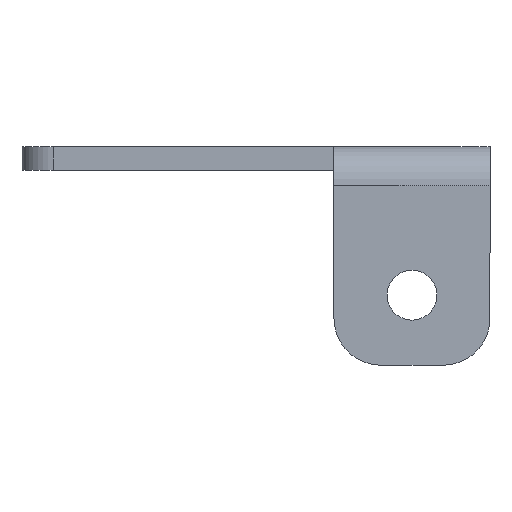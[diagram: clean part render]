
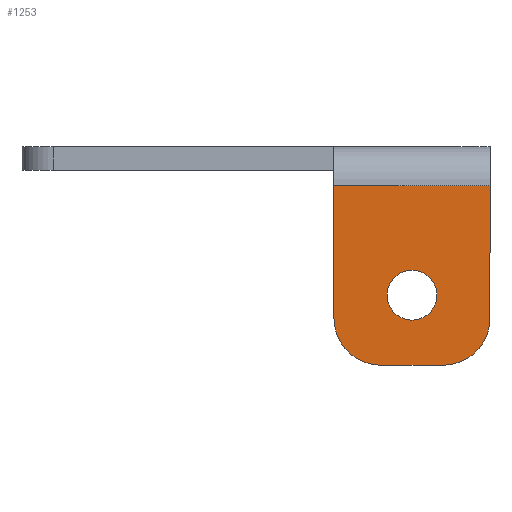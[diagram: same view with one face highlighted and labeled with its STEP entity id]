
A CAD part, front view. The second image highlights one B-rep face of the part: STEP entity #1253.
In plain terms, the highlighted planar face has unit normal (0, -1, 0).
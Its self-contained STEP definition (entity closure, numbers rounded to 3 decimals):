
#5 = CARTESIAN_POINT ( 'NONE',  ( 20., -2.5, -9.5 ) ) ;
#20 = EDGE_CURVE ( 'NONE', #464, #826, #425, .T. ) ;
#25 = DIRECTION ( 'NONE',  ( 0., 0., 1. ) ) ;
#29 = VECTOR ( 'NONE', #617, 1000. ) ;
#33 = VERTEX_POINT ( 'NONE', #519 ) ;
#88 = DIRECTION ( 'NONE',  ( 0., 0., -1. ) ) ;
#104 = CARTESIAN_POINT ( 'NONE',  ( 25., -2.5, -8.01 ) ) ;
#149 = AXIS2_PLACEMENT_3D ( 'NONE', #104, #790, #197 ) ;
#167 = DIRECTION ( 'NONE',  ( -1., 0., 0. ) ) ;
#178 = ORIENTED_EDGE ( 'NONE', *, *, #661, .F. ) ;
#197 = DIRECTION ( 'NONE',  ( 0., 0., -1. ) ) ;
#214 = CARTESIAN_POINT ( 'NONE',  ( 27., -2.5, -12.5 ) ) ;
#251 = EDGE_CURVE ( 'NONE', #628, #33, #896, .T. ) ;
#259 = CARTESIAN_POINT ( 'NONE',  ( 30., -2.5, -9.5 ) ) ;
#296 = ORIENTED_EDGE ( 'NONE', *, *, #20, .T. ) ;
#308 = DIRECTION ( 'NONE',  ( 0., -1., 0. ) ) ;
#309 = ORIENTED_EDGE ( 'NONE', *, *, #251, .F. ) ;
#317 = VECTOR ( 'NONE', #25, 1000. ) ;
#334 = CARTESIAN_POINT ( 'NONE',  ( 25., -2.5, -9.61 ) ) ;
#338 = EDGE_CURVE ( 'NONE', #562, #33, #815, .T. ) ;
#350 = AXIS2_PLACEMENT_3D ( 'NONE', #967, #881, #88 ) ;
#374 = FACE_BOUND ( 'NONE', #898, .T. ) ;
#380 = VERTEX_POINT ( 'NONE', #890 ) ;
#410 = DIRECTION ( 'NONE',  ( 0., 0., -1. ) ) ;
#425 = LINE ( 'NONE', #601, #29 ) ;
#439 = DIRECTION ( 'NONE',  ( 0., -1., 0. ) ) ;
#454 = EDGE_CURVE ( 'NONE', #380, #609, #1015, .T. ) ;
#464 = VERTEX_POINT ( 'NONE', #702 ) ;
#478 = DIRECTION ( 'NONE',  ( 0., 0., -1. ) ) ;
#481 = CARTESIAN_POINT ( 'NONE',  ( 20., -2.5, -12.5 ) ) ;
#492 = ORIENTED_EDGE ( 'NONE', *, *, #454, .F. ) ;
#495 = FACE_OUTER_BOUND ( 'NONE', #608, .T. ) ;
#519 = CARTESIAN_POINT ( 'NONE',  ( 23., -2.5, -12.5 ) ) ;
#562 = VERTEX_POINT ( 'NONE', #5 ) ;
#563 = ORIENTED_EDGE ( 'NONE', *, *, #338, .T. ) ;
#601 = CARTESIAN_POINT ( 'NONE',  ( 0., -2.5, -1. ) ) ;
#608 = EDGE_LOOP ( 'NONE', ( #309, #1251, #1285, #296, #178, #563 ) ) ;
#609 = VERTEX_POINT ( 'NONE', #334 ) ;
#617 = DIRECTION ( 'NONE',  ( -1., 0., 0. ) ) ;
#628 = VERTEX_POINT ( 'NONE', #214 ) ;
#633 = CARTESIAN_POINT ( 'NONE',  ( 30., -2.5, -12.5 ) ) ;
#661 = EDGE_CURVE ( 'NONE', #562, #826, #1027, .T. ) ;
#702 = CARTESIAN_POINT ( 'NONE',  ( 30., -2.5, -1. ) ) ;
#743 = VECTOR ( 'NONE', #814, 1000. ) ;
#756 = EDGE_CURVE ( 'NONE', #628, #1164, #1262, .T. ) ;
#760 = CIRCLE ( 'NONE', #776, 1.6 ) ;
#771 = PLANE ( 'NONE',  #1276 ) ;
#776 = AXIS2_PLACEMENT_3D ( 'NONE', #911, #439, #1126 ) ;
#787 = CARTESIAN_POINT ( 'NONE',  ( 20., -2.5, -1. ) ) ;
#790 = DIRECTION ( 'NONE',  ( 0., -1., 0. ) ) ;
#814 = DIRECTION ( 'NONE',  ( 0., 0., -1. ) ) ;
#815 = CIRCLE ( 'NONE', #1040, 3. ) ;
#826 = VERTEX_POINT ( 'NONE', #787 ) ;
#851 = CARTESIAN_POINT ( 'NONE',  ( 0., -2.5, 0. ) ) ;
#881 = DIRECTION ( 'NONE',  ( 0., -1., 0. ) ) ;
#890 = CARTESIAN_POINT ( 'NONE',  ( 25., -2.5, -6.41 ) ) ;
#896 = LINE ( 'NONE', #481, #1205 ) ;
#898 = EDGE_LOOP ( 'NONE', ( #1034, #492 ) ) ;
#911 = CARTESIAN_POINT ( 'NONE',  ( 25., -2.5, -8.01 ) ) ;
#967 = CARTESIAN_POINT ( 'NONE',  ( 27., -2.5, -9.5 ) ) ;
#983 = LINE ( 'NONE', #633, #743 ) ;
#1010 = CARTESIAN_POINT ( 'NONE',  ( 20., -2.5, 0. ) ) ;
#1015 = CIRCLE ( 'NONE', #149, 1.6 ) ;
#1027 = LINE ( 'NONE', #1010, #317 ) ;
#1034 = ORIENTED_EDGE ( 'NONE', *, *, #1055, .F. ) ;
#1036 = EDGE_CURVE ( 'NONE', #464, #1164, #983, .T. ) ;
#1040 = AXIS2_PLACEMENT_3D ( 'NONE', #1176, #308, #410 ) ;
#1055 = EDGE_CURVE ( 'NONE', #609, #380, #760, .T. ) ;
#1126 = DIRECTION ( 'NONE',  ( 0., 0., -1. ) ) ;
#1164 = VERTEX_POINT ( 'NONE', #259 ) ;
#1176 = CARTESIAN_POINT ( 'NONE',  ( 23., -2.5, -9.5 ) ) ;
#1205 = VECTOR ( 'NONE', #167, 1000. ) ;
#1251 = ORIENTED_EDGE ( 'NONE', *, *, #756, .T. ) ;
#1253 = ADVANCED_FACE ( 'NONE', ( #374, #495 ), #771, .T. ) ;
#1260 = DIRECTION ( 'NONE',  ( 0., -1., 0. ) ) ;
#1262 = CIRCLE ( 'NONE', #350, 3. ) ;
#1276 = AXIS2_PLACEMENT_3D ( 'NONE', #851, #1260, #478 ) ;
#1285 = ORIENTED_EDGE ( 'NONE', *, *, #1036, .F. ) ;
